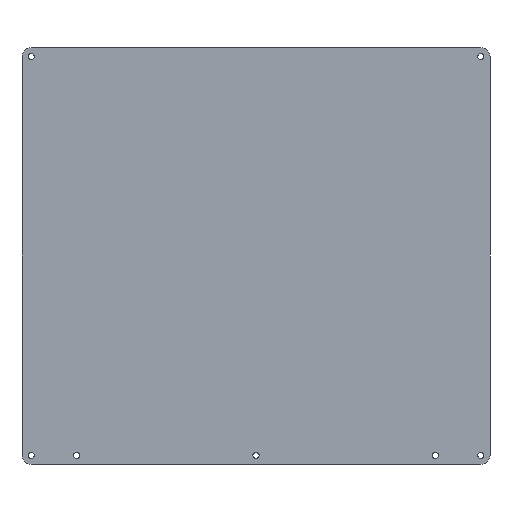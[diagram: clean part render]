
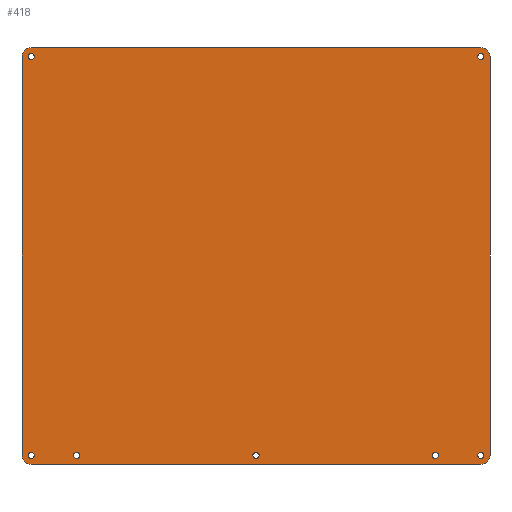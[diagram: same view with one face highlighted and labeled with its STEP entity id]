
A CAD part, front view. The second image highlights one B-rep face of the part: STEP entity #418.
In plain terms, the highlighted planar face has unit normal (0, -1, 0).
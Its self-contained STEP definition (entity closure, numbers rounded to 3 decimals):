
#33=FACE_BOUND('',#72,.T.);
#34=FACE_BOUND('',#73,.T.);
#35=FACE_BOUND('',#74,.T.);
#36=FACE_BOUND('',#75,.T.);
#37=FACE_BOUND('',#76,.T.);
#38=FACE_BOUND('',#77,.T.);
#39=FACE_BOUND('',#78,.T.);
#47=FACE_OUTER_BOUND('',#71,.T.);
#71=EDGE_LOOP('',(#294,#295,#296,#297,#298,#299,#300,#301));
#72=EDGE_LOOP('',(#302));
#73=EDGE_LOOP('',(#303));
#74=EDGE_LOOP('',(#304));
#75=EDGE_LOOP('',(#305));
#76=EDGE_LOOP('',(#306));
#77=EDGE_LOOP('',(#307));
#78=EDGE_LOOP('',(#308));
#109=CIRCLE('',#457,5.);
#110=CIRCLE('',#458,5.);
#111=CIRCLE('',#459,5.);
#112=CIRCLE('',#460,5.);
#113=CIRCLE('',#461,1.7);
#114=CIRCLE('',#462,1.7);
#115=CIRCLE('',#463,1.7);
#116=CIRCLE('',#464,1.7);
#117=CIRCLE('',#465,1.7);
#118=CIRCLE('',#466,1.7);
#119=CIRCLE('',#467,1.7);
#138=LINE('',#651,#168);
#139=LINE('',#655,#169);
#140=LINE('',#659,#170);
#141=LINE('',#663,#171);
#168=VECTOR('',#513,1000.);
#169=VECTOR('',#516,1000.);
#170=VECTOR('',#519,1000.);
#171=VECTOR('',#522,1000.);
#198=VERTEX_POINT('',#649);
#199=VERTEX_POINT('',#650);
#200=VERTEX_POINT('',#652);
#201=VERTEX_POINT('',#654);
#202=VERTEX_POINT('',#656);
#203=VERTEX_POINT('',#658);
#204=VERTEX_POINT('',#660);
#205=VERTEX_POINT('',#662);
#206=VERTEX_POINT('',#665);
#207=VERTEX_POINT('',#667);
#208=VERTEX_POINT('',#669);
#209=VERTEX_POINT('',#671);
#210=VERTEX_POINT('',#673);
#211=VERTEX_POINT('',#675);
#212=VERTEX_POINT('',#677);
#235=EDGE_CURVE('',#198,#199,#138,.T.);
#236=EDGE_CURVE('',#198,#200,#109,.F.);
#237=EDGE_CURVE('',#201,#200,#139,.T.);
#238=EDGE_CURVE('',#201,#202,#110,.F.);
#239=EDGE_CURVE('',#203,#202,#140,.T.);
#240=EDGE_CURVE('',#203,#204,#111,.F.);
#241=EDGE_CURVE('',#205,#204,#141,.T.);
#242=EDGE_CURVE('',#205,#199,#112,.F.);
#243=EDGE_CURVE('',#206,#206,#113,.T.);
#244=EDGE_CURVE('',#207,#207,#114,.T.);
#245=EDGE_CURVE('',#208,#208,#115,.T.);
#246=EDGE_CURVE('',#209,#209,#116,.T.);
#247=EDGE_CURVE('',#210,#210,#117,.T.);
#248=EDGE_CURVE('',#211,#211,#118,.T.);
#249=EDGE_CURVE('',#212,#212,#119,.T.);
#294=ORIENTED_EDGE('',*,*,#235,.F.);
#295=ORIENTED_EDGE('',*,*,#236,.T.);
#296=ORIENTED_EDGE('',*,*,#237,.F.);
#297=ORIENTED_EDGE('',*,*,#238,.T.);
#298=ORIENTED_EDGE('',*,*,#239,.F.);
#299=ORIENTED_EDGE('',*,*,#240,.T.);
#300=ORIENTED_EDGE('',*,*,#241,.F.);
#301=ORIENTED_EDGE('',*,*,#242,.T.);
#302=ORIENTED_EDGE('',*,*,#243,.T.);
#303=ORIENTED_EDGE('',*,*,#244,.T.);
#304=ORIENTED_EDGE('',*,*,#245,.T.);
#305=ORIENTED_EDGE('',*,*,#246,.T.);
#306=ORIENTED_EDGE('',*,*,#247,.T.);
#307=ORIENTED_EDGE('',*,*,#248,.T.);
#308=ORIENTED_EDGE('',*,*,#249,.T.);
#412=PLANE('',#456);
#418=ADVANCED_FACE('',(#47,#33,#34,#35,#36,#37,#38,#39),#412,.F.);
#456=AXIS2_PLACEMENT_3D('',#648,#511,#512);
#457=AXIS2_PLACEMENT_3D('',#653,#514,#515);
#458=AXIS2_PLACEMENT_3D('',#657,#517,#518);
#459=AXIS2_PLACEMENT_3D('',#661,#520,#521);
#460=AXIS2_PLACEMENT_3D('',#664,#523,#524);
#461=AXIS2_PLACEMENT_3D('',#666,#525,#526);
#462=AXIS2_PLACEMENT_3D('',#668,#527,#528);
#463=AXIS2_PLACEMENT_3D('',#670,#529,#530);
#464=AXIS2_PLACEMENT_3D('',#672,#531,#532);
#465=AXIS2_PLACEMENT_3D('',#674,#533,#534);
#466=AXIS2_PLACEMENT_3D('',#676,#535,#536);
#467=AXIS2_PLACEMENT_3D('',#678,#537,#538);
#511=DIRECTION('center_axis',(0.,1.,0.));
#512=DIRECTION('ref_axis',(0.,0.,1.));
#513=DIRECTION('',(-1.,0.,0.));
#514=DIRECTION('center_axis',(0.,1.,0.));
#515=DIRECTION('ref_axis',(0.,0.,1.));
#516=DIRECTION('',(0.,0.,-1.));
#517=DIRECTION('center_axis',(0.,1.,0.));
#518=DIRECTION('ref_axis',(0.,0.,1.));
#519=DIRECTION('',(1.,0.,0.));
#520=DIRECTION('center_axis',(0.,1.,0.));
#521=DIRECTION('ref_axis',(0.,0.,1.));
#522=DIRECTION('',(0.,0.,1.));
#523=DIRECTION('center_axis',(0.,1.,0.));
#524=DIRECTION('ref_axis',(0.,0.,1.));
#525=DIRECTION('center_axis',(0.,1.,0.));
#526=DIRECTION('ref_axis',(0.,0.,1.));
#527=DIRECTION('center_axis',(0.,1.,0.));
#528=DIRECTION('ref_axis',(0.,0.,1.));
#529=DIRECTION('center_axis',(0.,1.,0.));
#530=DIRECTION('ref_axis',(0.,0.,1.));
#531=DIRECTION('center_axis',(0.,1.,0.));
#532=DIRECTION('ref_axis',(0.,0.,1.));
#533=DIRECTION('center_axis',(0.,1.,0.));
#534=DIRECTION('ref_axis',(0.,0.,1.));
#535=DIRECTION('center_axis',(0.,1.,0.));
#536=DIRECTION('ref_axis',(0.,0.,1.));
#537=DIRECTION('center_axis',(0.,1.,0.));
#538=DIRECTION('ref_axis',(0.,0.,1.));
#648=CARTESIAN_POINT('Origin',(0.,-23.2,207.5));
#649=CARTESIAN_POINT('',(123.5,-23.2,93.));
#650=CARTESIAN_POINT('',(-123.5,-23.2,93.));
#651=CARTESIAN_POINT('',(128.5,-23.2,93.));
#652=CARTESIAN_POINT('',(128.5,-23.2,98.));
#653=CARTESIAN_POINT('Origin',(123.5,-23.2,98.));
#654=CARTESIAN_POINT('',(128.5,-23.2,317.));
#655=CARTESIAN_POINT('',(128.5,-23.2,322.));
#656=CARTESIAN_POINT('',(123.5,-23.2,322.));
#657=CARTESIAN_POINT('Origin',(123.5,-23.2,317.));
#658=CARTESIAN_POINT('',(-123.5,-23.2,322.));
#659=CARTESIAN_POINT('',(128.5,-23.2,322.));
#660=CARTESIAN_POINT('',(-128.5,-23.2,317.));
#661=CARTESIAN_POINT('Origin',(-123.5,-23.2,317.));
#662=CARTESIAN_POINT('',(-128.5,-23.2,98.));
#663=CARTESIAN_POINT('',(-128.5,-23.2,322.));
#664=CARTESIAN_POINT('Origin',(-123.5,-23.2,98.));
#665=CARTESIAN_POINT('',(123.5,-23.2,315.3));
#666=CARTESIAN_POINT('Origin',(123.5,-23.2,317.));
#667=CARTESIAN_POINT('',(123.5,-23.2,96.3));
#668=CARTESIAN_POINT('Origin',(123.5,-23.2,98.));
#669=CARTESIAN_POINT('',(-98.5,-23.2,96.3));
#670=CARTESIAN_POINT('Origin',(-98.5,-23.2,98.));
#671=CARTESIAN_POINT('',(98.5,-23.2,96.3));
#672=CARTESIAN_POINT('Origin',(98.5,-23.2,98.));
#673=CARTESIAN_POINT('',(-123.5,-23.2,96.3));
#674=CARTESIAN_POINT('Origin',(-123.5,-23.2,98.));
#675=CARTESIAN_POINT('',(0.,-23.2,96.3));
#676=CARTESIAN_POINT('Origin',(0.,-23.2,98.));
#677=CARTESIAN_POINT('',(-123.5,-23.2,315.3));
#678=CARTESIAN_POINT('Origin',(-123.5,-23.2,317.));
